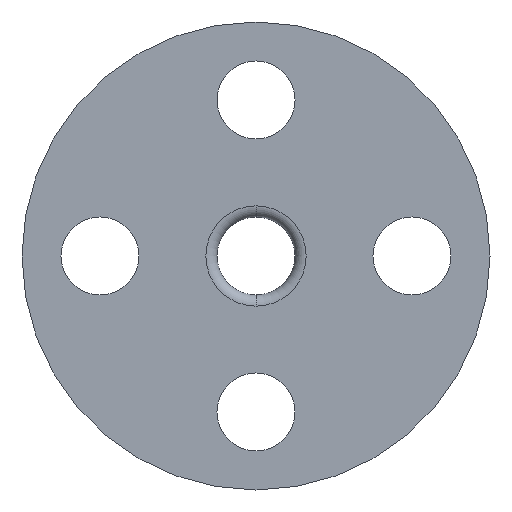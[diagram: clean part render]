
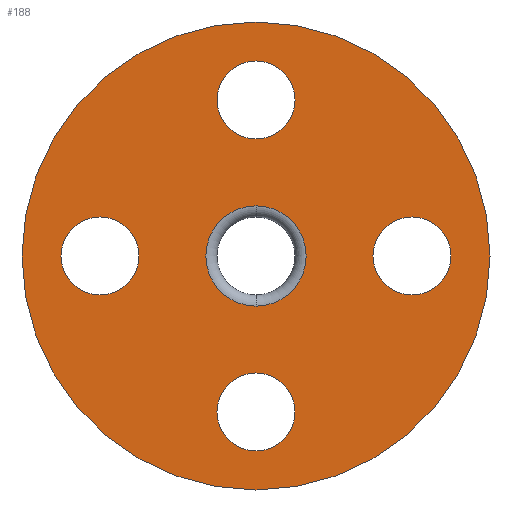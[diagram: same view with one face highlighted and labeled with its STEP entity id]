
A CAD part, left-side view. The second image highlights one B-rep face of the part: STEP entity #188.
In plain terms, the highlighted planar face has unit normal (-1, 0, 0).
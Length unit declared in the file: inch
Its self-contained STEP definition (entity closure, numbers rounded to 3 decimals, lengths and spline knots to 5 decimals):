
#6 = DIRECTION ( 'NONE',  ( 0., 0., 1. ) ) ;
#10 = CARTESIAN_POINT ( 'NONE',  ( 0.36236, 0., -0.5625 ) ) ;
#13 = CARTESIAN_POINT ( 'NONE',  ( 0.36236, -1.75, 0. ) ) ;
#15 = VERTEX_POINT ( 'NONE', #365 ) ;
#17 = DIRECTION ( 'NONE',  ( 0., 0., 1. ) ) ;
#20 = DIRECTION ( 'NONE',  ( -1., 0., 0. ) ) ;
#22 = DIRECTION ( 'NONE',  ( -1., 0., 0. ) ) ;
#25 = EDGE_CURVE ( 'NONE', #497, #337, #624, .T. ) ;
#37 = AXIS2_PLACEMENT_3D ( 'NONE', #44, #272, #48 ) ;
#38 = EDGE_LOOP ( 'NONE', ( #200, #110 ) ) ;
#41 = ORIENTED_EDGE ( 'NONE', *, *, #718, .T. ) ;
#44 = CARTESIAN_POINT ( 'NONE',  ( 0.36236, 0., 1.75 ) ) ;
#46 = CARTESIAN_POINT ( 'NONE',  ( 0.36236, 1.75, 0.4375 ) ) ;
#47 = ORIENTED_EDGE ( 'NONE', *, *, #539, .T. ) ;
#48 = DIRECTION ( 'NONE',  ( 0., -1., 0. ) ) ;
#53 = CIRCLE ( 'NONE', #146, 2.625 ) ;
#64 = FACE_OUTER_BOUND ( 'NONE', #685, .T. ) ;
#67 = EDGE_LOOP ( 'NONE', ( #41, #495 ) ) ;
#70 = VERTEX_POINT ( 'NONE', #10 ) ;
#73 = EDGE_LOOP ( 'NONE', ( #135, #250 ) ) ;
#100 = ORIENTED_EDGE ( 'NONE', *, *, #249, .T. ) ;
#110 = ORIENTED_EDGE ( 'NONE', *, *, #263, .F. ) ;
#130 = CARTESIAN_POINT ( 'NONE',  ( 0.36236, 0., 0.5625 ) ) ;
#134 = AXIS2_PLACEMENT_3D ( 'NONE', #13, #189, #192 ) ;
#135 = ORIENTED_EDGE ( 'NONE', *, *, #346, .F. ) ;
#139 = DIRECTION ( 'NONE',  ( 0., 1., 0. ) ) ;
#144 = CIRCLE ( 'NONE', #672, 0.4375 ) ;
#146 = AXIS2_PLACEMENT_3D ( 'NONE', #630, #296, #564 ) ;
#158 = DIRECTION ( 'NONE',  ( 0., 0., 1. ) ) ;
#188 = ADVANCED_FACE ( 'NONE', ( #679, #576, #584, #523, #684, #64 ), #512, .T. ) ;
#189 = DIRECTION ( 'NONE',  ( -1., 0., 0. ) ) ;
#192 = DIRECTION ( 'NONE',  ( 0., 0., -1. ) ) ;
#194 = CIRCLE ( 'NONE', #37, 0.4375 ) ;
#200 = ORIENTED_EDGE ( 'NONE', *, *, #328, .F. ) ;
#211 = DIRECTION ( 'NONE',  ( -1., 0., 0. ) ) ;
#219 = VERTEX_POINT ( 'NONE', #573 ) ;
#229 = EDGE_CURVE ( 'NONE', #219, #15, #627, .T. ) ;
#248 = DIRECTION ( 'NONE',  ( 0., 0., 1. ) ) ;
#249 = EDGE_CURVE ( 'NONE', #397, #504, #308, .T. ) ;
#250 = ORIENTED_EDGE ( 'NONE', *, *, #447, .F. ) ;
#251 = DIRECTION ( 'NONE',  ( 0., 0., 1. ) ) ;
#263 = EDGE_CURVE ( 'NONE', #509, #356, #555, .T. ) ;
#272 = DIRECTION ( 'NONE',  ( -1., 0., 0. ) ) ;
#276 = ORIENTED_EDGE ( 'NONE', *, *, #634, .F. ) ;
#279 = CARTESIAN_POINT ( 'NONE',  ( 0.36236, 1.75, 0. ) ) ;
#296 = DIRECTION ( 'NONE',  ( -1., 0., 0. ) ) ;
#307 = CARTESIAN_POINT ( 'NONE',  ( 0.36236, 0., 1.3125 ) ) ;
#308 = CIRCLE ( 'NONE', #614, 2.625 ) ;
#312 = CARTESIAN_POINT ( 'NONE',  ( 0.36236, 1.75, 0. ) ) ;
#315 = CARTESIAN_POINT ( 'NONE',  ( 0.36236, 0., -1.75 ) ) ;
#322 = AXIS2_PLACEMENT_3D ( 'NONE', #312, #537, #248 ) ;
#328 = EDGE_CURVE ( 'NONE', #356, #509, #144, .T. ) ;
#332 = AXIS2_PLACEMENT_3D ( 'NONE', #529, #423, #632 ) ;
#337 = VERTEX_POINT ( 'NONE', #307 ) ;
#339 = VERTEX_POINT ( 'NONE', #130 ) ;
#344 = AXIS2_PLACEMENT_3D ( 'NONE', #638, #706, #582 ) ;
#346 = EDGE_CURVE ( 'NONE', #393, #452, #370, .T. ) ;
#350 = DIRECTION ( 'NONE',  ( -1., 0., 0. ) ) ;
#354 = CARTESIAN_POINT ( 'NONE',  ( 0.36236, 0., 0. ) ) ;
#356 = VERTEX_POINT ( 'NONE', #484 ) ;
#365 = CARTESIAN_POINT ( 'NONE',  ( 0.36236, -1.75, -0.4375 ) ) ;
#368 = DIRECTION ( 'NONE',  ( -1., 0., 0. ) ) ;
#370 = CIRCLE ( 'NONE', #322, 0.4375 ) ;
#392 = AXIS2_PLACEMENT_3D ( 'NONE', #354, #675, #6 ) ;
#393 = VERTEX_POINT ( 'NONE', #46 ) ;
#397 = VERTEX_POINT ( 'NONE', #671 ) ;
#398 = DIRECTION ( 'NONE',  ( 0., 0., -1. ) ) ;
#423 = DIRECTION ( 'NONE',  ( -1., 0., 0. ) ) ;
#440 = AXIS2_PLACEMENT_3D ( 'NONE', #474, #22, #17 ) ;
#441 = AXIS2_PLACEMENT_3D ( 'NONE', #678, #350, #398 ) ;
#447 = EDGE_CURVE ( 'NONE', #452, #393, #507, .T. ) ;
#449 = CIRCLE ( 'NONE', #441, 0.4375 ) ;
#452 = VERTEX_POINT ( 'NONE', #494 ) ;
#453 = EDGE_CURVE ( 'NONE', #337, #497, #194, .T. ) ;
#457 = EDGE_LOOP ( 'NONE', ( #621, #661 ) ) ;
#468 = EDGE_LOOP ( 'NONE', ( #515, #276 ) ) ;
#472 = DIRECTION ( 'NONE',  ( 0., 1., 0. ) ) ;
#474 = CARTESIAN_POINT ( 'NONE',  ( 0.36236, 0., 0. ) ) ;
#484 = CARTESIAN_POINT ( 'NONE',  ( 0.36236, 0., -1.3125 ) ) ;
#494 = CARTESIAN_POINT ( 'NONE',  ( 0.36236, 1.75, -0.4375 ) ) ;
#495 = ORIENTED_EDGE ( 'NONE', *, *, #557, .T. ) ;
#497 = VERTEX_POINT ( 'NONE', #550 ) ;
#504 = VERTEX_POINT ( 'NONE', #606 ) ;
#507 = CIRCLE ( 'NONE', #519, 0.4375 ) ;
#508 = CIRCLE ( 'NONE', #344, 0.5625 ) ;
#509 = VERTEX_POINT ( 'NONE', #717 ) ;
#512 = PLANE ( 'NONE',  #440 ) ;
#515 = ORIENTED_EDGE ( 'NONE', *, *, #229, .F. ) ;
#519 = AXIS2_PLACEMENT_3D ( 'NONE', #279, #211, #158 ) ;
#521 = CIRCLE ( 'NONE', #392, 0.5625 ) ;
#523 = FACE_BOUND ( 'NONE', #73, .T. ) ;
#529 = CARTESIAN_POINT ( 'NONE',  ( 0.36236, 0., 1.75 ) ) ;
#530 = DIRECTION ( 'NONE',  ( -1., 0., 0. ) ) ;
#537 = DIRECTION ( 'NONE',  ( -1., 0., 0. ) ) ;
#539 = EDGE_CURVE ( 'NONE', #504, #397, #53, .T. ) ;
#550 = CARTESIAN_POINT ( 'NONE',  ( 0.36236, 0., 2.1875 ) ) ;
#555 = CIRCLE ( 'NONE', #593, 0.4375 ) ;
#557 = EDGE_CURVE ( 'NONE', #70, #339, #521, .T. ) ;
#564 = DIRECTION ( 'NONE',  ( 0., 0., 1. ) ) ;
#573 = CARTESIAN_POINT ( 'NONE',  ( 0.36236, -1.75, 0.4375 ) ) ;
#576 = FACE_BOUND ( 'NONE', #468, .T. ) ;
#582 = DIRECTION ( 'NONE',  ( 0., 0., 1. ) ) ;
#584 = FACE_BOUND ( 'NONE', #38, .T. ) ;
#586 = CARTESIAN_POINT ( 'NONE',  ( 0.36236, 0., -1.75 ) ) ;
#593 = AXIS2_PLACEMENT_3D ( 'NONE', #586, #368, #139 ) ;
#597 = CARTESIAN_POINT ( 'NONE',  ( 0.36236, 0., 0. ) ) ;
#606 = CARTESIAN_POINT ( 'NONE',  ( 0.36236, 0., 2.625 ) ) ;
#614 = AXIS2_PLACEMENT_3D ( 'NONE', #597, #20, #251 ) ;
#621 = ORIENTED_EDGE ( 'NONE', *, *, #25, .F. ) ;
#624 = CIRCLE ( 'NONE', #332, 0.4375 ) ;
#627 = CIRCLE ( 'NONE', #134, 0.4375 ) ;
#630 = CARTESIAN_POINT ( 'NONE',  ( 0.36236, 0., 0. ) ) ;
#632 = DIRECTION ( 'NONE',  ( 0., -1., 0. ) ) ;
#634 = EDGE_CURVE ( 'NONE', #15, #219, #449, .T. ) ;
#638 = CARTESIAN_POINT ( 'NONE',  ( 0.36236, 0., 0. ) ) ;
#661 = ORIENTED_EDGE ( 'NONE', *, *, #453, .F. ) ;
#671 = CARTESIAN_POINT ( 'NONE',  ( 0.36236, 0., -2.625 ) ) ;
#672 = AXIS2_PLACEMENT_3D ( 'NONE', #315, #530, #472 ) ;
#675 = DIRECTION ( 'NONE',  ( 1., 0., 0. ) ) ;
#678 = CARTESIAN_POINT ( 'NONE',  ( 0.36236, -1.75, 0. ) ) ;
#679 = FACE_BOUND ( 'NONE', #457, .T. ) ;
#684 = FACE_BOUND ( 'NONE', #67, .T. ) ;
#685 = EDGE_LOOP ( 'NONE', ( #47, #100 ) ) ;
#706 = DIRECTION ( 'NONE',  ( 1., 0., 0. ) ) ;
#717 = CARTESIAN_POINT ( 'NONE',  ( 0.36236, 0., -2.1875 ) ) ;
#718 = EDGE_CURVE ( 'NONE', #339, #70, #508, .T. ) ;
